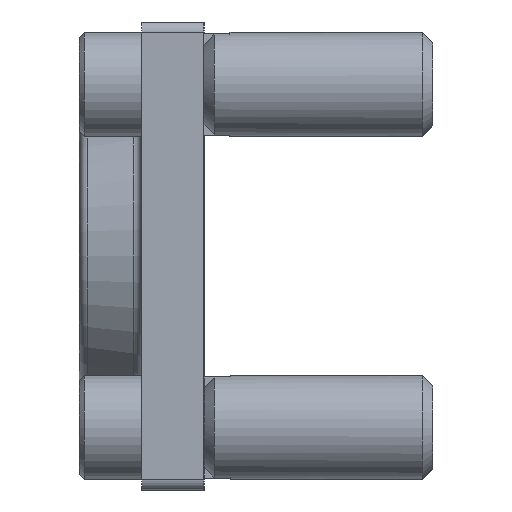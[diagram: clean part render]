
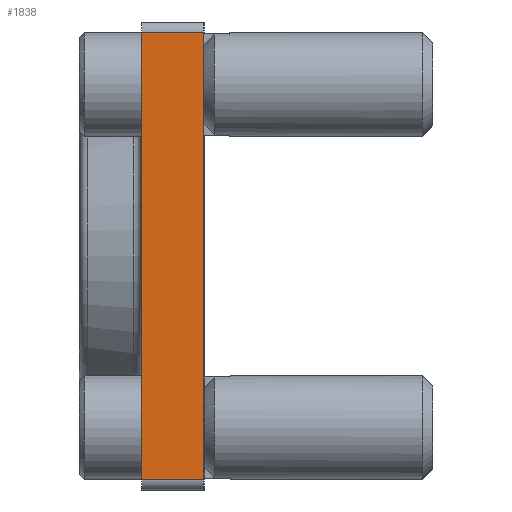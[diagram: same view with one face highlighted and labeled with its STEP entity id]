
A CAD part, left-side view. The second image highlights one B-rep face of the part: STEP entity #1838.
In plain terms, the highlighted planar face has unit normal (-1, 0, 0).
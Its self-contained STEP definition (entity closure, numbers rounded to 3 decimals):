
#47 = EDGE_CURVE ( 'NONE', #1271, #847, #1726, .T. ) ;
#123 = VERTEX_POINT ( 'NONE', #2047 ) ;
#124 = VECTOR ( 'NONE', #1230, 1000. ) ;
#132 = CARTESIAN_POINT ( 'NONE',  ( -45., 6., 21.5 ) ) ;
#184 = CARTESIAN_POINT ( 'NONE',  ( -45., 6., -22.5 ) ) ;
#250 = DIRECTION ( 'NONE',  ( 1., 0., 0. ) ) ;
#285 = VECTOR ( 'NONE', #1977, 1000. ) ;
#320 = VECTOR ( 'NONE', #1185, 1000. ) ;
#354 = CARTESIAN_POINT ( 'NONE',  ( -45., 0., -21.5 ) ) ;
#441 = LINE ( 'NONE', #782, #285 ) ;
#533 = DIRECTION ( 'NONE',  ( 0., 1., 0. ) ) ;
#587 = EDGE_LOOP ( 'NONE', ( #2430, #2243, #2259, #2398 ) ) ;
#782 = CARTESIAN_POINT ( 'NONE',  ( -45., 0., -22.5 ) ) ;
#832 = VECTOR ( 'NONE', #533, 1000. ) ;
#845 = EDGE_CURVE ( 'NONE', #123, #1771, #2365, .T. ) ;
#847 = VERTEX_POINT ( 'NONE', #354 ) ;
#852 = CARTESIAN_POINT ( 'NONE',  ( -45., 6., -22.5 ) ) ;
#1185 = DIRECTION ( 'NONE',  ( 0., 0., 1. ) ) ;
#1230 = DIRECTION ( 'NONE',  ( 0., -1., 0. ) ) ;
#1271 = VERTEX_POINT ( 'NONE', #2488 ) ;
#1386 = LINE ( 'NONE', #184, #320 ) ;
#1442 = PLANE ( 'NONE',  #1792 ) ;
#1639 = DIRECTION ( 'NONE',  ( 0., 0., -1. ) ) ;
#1726 = LINE ( 'NONE', #2025, #124 ) ;
#1771 = VERTEX_POINT ( 'NONE', #2531 ) ;
#1792 = AXIS2_PLACEMENT_3D ( 'NONE', #852, #250, #1639 ) ;
#1811 = FACE_OUTER_BOUND ( 'NONE', #587, .T. ) ;
#1838 = ADVANCED_FACE ( 'NONE', ( #1811 ), #1442, .F. ) ;
#1977 = DIRECTION ( 'NONE',  ( 0., 0., 1. ) ) ;
#2025 = CARTESIAN_POINT ( 'NONE',  ( -45., 0., -21.5 ) ) ;
#2047 = CARTESIAN_POINT ( 'NONE',  ( -45., 0., 21.5 ) ) ;
#2230 = EDGE_CURVE ( 'NONE', #847, #123, #441, .T. ) ;
#2243 = ORIENTED_EDGE ( 'NONE', *, *, #47, .T. ) ;
#2257 = EDGE_CURVE ( 'NONE', #1271, #1771, #1386, .T. ) ;
#2259 = ORIENTED_EDGE ( 'NONE', *, *, #2230, .T. ) ;
#2365 = LINE ( 'NONE', #132, #832 ) ;
#2398 = ORIENTED_EDGE ( 'NONE', *, *, #845, .T. ) ;
#2430 = ORIENTED_EDGE ( 'NONE', *, *, #2257, .F. ) ;
#2488 = CARTESIAN_POINT ( 'NONE',  ( -45., 6., -21.5 ) ) ;
#2531 = CARTESIAN_POINT ( 'NONE',  ( -45., 6., 21.5 ) ) ;
